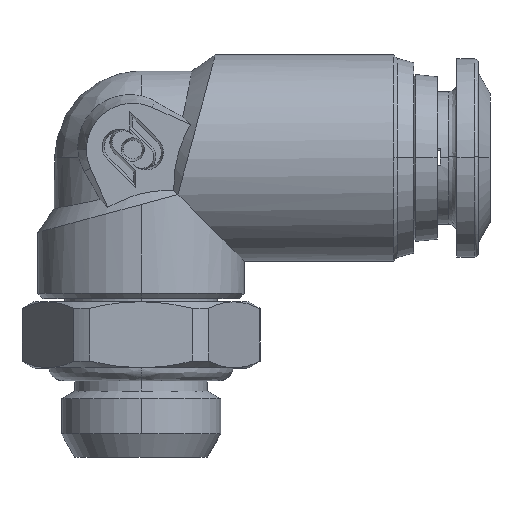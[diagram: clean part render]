
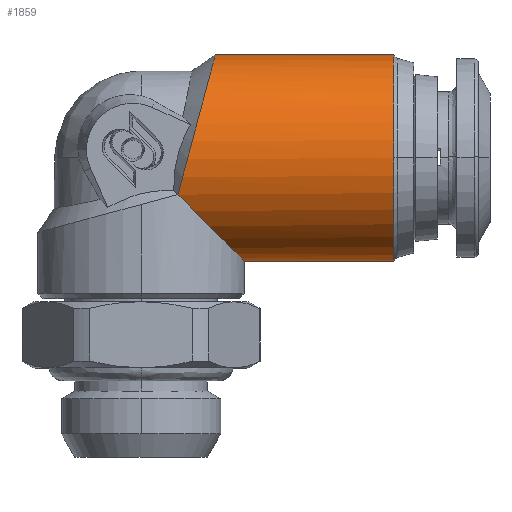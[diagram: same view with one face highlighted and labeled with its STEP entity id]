
A CAD part, top view. The second image highlights one B-rep face of the part: STEP entity #1859.
In plain terms, the highlighted cylindrical face has radius 6.25 mm (diameter 12.5 mm), a partial arc.
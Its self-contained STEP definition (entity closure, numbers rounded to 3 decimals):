
#90 = CARTESIAN_POINT ( 'NONE',  ( 6.25, -6.25, 0. ) ) ;
#238 = CARTESIAN_POINT ( 'NONE',  ( 4.365, 5.747, 2.51 ) ) ;
#446 = CARTESIAN_POINT ( 'NONE',  ( 15.268, 0., 0. ) ) ;
#465 = CARTESIAN_POINT ( 'NONE',  ( 15.268, -6.25, 0. ) ) ;
#657 = CARTESIAN_POINT ( 'NONE',  ( 2.483, -1.279, 6.138 ) ) ;
#684 = CARTESIAN_POINT ( 'NONE',  ( 4.483, 6.185, 1.035 ) ) ;
#874 = CARTESIAN_POINT ( 'NONE',  ( 2.228, -2.228, 5.839 ) ) ;
#908 = DIRECTION ( 'NONE',  ( 0., 0., 1. ) ) ;
#1027 = AXIS2_PLACEMENT_3D ( 'NONE', #2031, #5492, #2587 ) ;
#1153 = CARTESIAN_POINT ( 'NONE',  ( 2.88, 0.205, 6.266 ) ) ;
#1163 = B_SPLINE_CURVE_WITH_KNOTS ( 'NONE', 3,
 ( #6071, #2754, #657, #4328, #1153, #4780, #1684, #5219, #2234, #5645, #2780, #6091, #3312, #238, #3847, #684, #4342, #1176 ),
 .UNSPECIFIED., .F., .F.,
 ( 4, 2, 2, 2, 2, 2, 2, 2, 4 ),
 ( 0., 0.002, 0.003, 0.005, 0.006, 0.008, 0.009, 0.011, 0.012 ),
 .UNSPECIFIED. ) ;
#1176 = CARTESIAN_POINT ( 'NONE',  ( 4.5, 6.25, 0. ) ) ;
#1488 = CARTESIAN_POINT ( 'NONE',  ( 4.731, -4.731, 4.884 ) ) ;
#1506 = VERTEX_POINT ( 'NONE', #874 ) ;
#1663 = CARTESIAN_POINT ( 'NONE',  ( 15.268, 6.25, 0. ) ) ;
#1680 = AXIS2_PLACEMENT_3D ( 'NONE', #446, #4075, #908 ) ;
#1684 = CARTESIAN_POINT ( 'NONE',  ( 3.273, 1.669, 6.044 ) ) ;
#1859 = ADVANCED_FACE ( 'NONE', ( #6063 ), #5956, .T. ) ;
#2031 = CARTESIAN_POINT ( 'NONE',  ( 15.268, 0., 0. ) ) ;
#2127 = VECTOR ( 'NONE', #2728, 1000. ) ;
#2234 = CARTESIAN_POINT ( 'NONE',  ( 3.646, 3.061, 5.472 ) ) ;
#2587 = DIRECTION ( 'NONE',  ( 0., 0., 1. ) ) ;
#2639 = LINE ( 'NONE', #1663, #2127 ) ;
#2728 = DIRECTION ( 'NONE',  ( -1., 0., 0. ) ) ;
#2754 = CARTESIAN_POINT ( 'NONE',  ( 2.354, -1.759, 6.018 ) ) ;
#2774 = VERTEX_POINT ( 'NONE', #2904 ) ;
#2780 = CARTESIAN_POINT ( 'NONE',  ( 3.973, 4.284, 4.579 ) ) ;
#2790 = CARTESIAN_POINT ( 'NONE',  ( 15.268, 0., 6.25 ) ) ;
#2851 =( BOUNDED_CURVE ( )  B_SPLINE_CURVE ( 3, ( #4112, #1488, #3126, #90 ),
 .UNSPECIFIED., .F., .F. ) 
 B_SPLINE_CURVE_WITH_KNOTS ( ( 4, 4 ),
 ( 1.935, 3.142 ),
 .UNSPECIFIED. ) 
 CURVE ( )  GEOMETRIC_REPRESENTATION_ITEM ( )  RATIONAL_B_SPLINE_CURVE ( ( 1., 0.882, 0.882, 1. ) ) 
 REPRESENTATION_ITEM ( '' )  );
#2904 = CARTESIAN_POINT ( 'NONE',  ( 4.5, 6.25, 0. ) ) ;
#2912 = ORIENTED_EDGE ( 'NONE', *, *, #4338, .F. ) ;
#2998 = VECTOR ( 'NONE', #4285, 1000. ) ;
#3088 = ORIENTED_EDGE ( 'NONE', *, *, #3260, .F. ) ;
#3120 = VERTEX_POINT ( 'NONE', #4425 ) ;
#3126 = CARTESIAN_POINT ( 'NONE',  ( 6.25, -6.25, 2.678 ) ) ;
#3160 = ORIENTED_EDGE ( 'NONE', *, *, #3286, .T. ) ;
#3236 = EDGE_CURVE ( 'NONE', #3958, #3120, #3889, .T. ) ;
#3260 = EDGE_CURVE ( 'NONE', #3120, #3299, #3567, .T. ) ;
#3286 = EDGE_CURVE ( 'NONE', #6031, #2774, #2639, .T. ) ;
#3288 = EDGE_CURVE ( 'NONE', #1506, #2774, #1163, .T. ) ;
#3299 = VERTEX_POINT ( 'NONE', #3828 ) ;
#3312 = CARTESIAN_POINT ( 'NONE',  ( 4.235, 5.26, 3.415 ) ) ;
#3316 = ORIENTED_EDGE ( 'NONE', *, *, #3288, .F. ) ;
#3497 = ORIENTED_EDGE ( 'NONE', *, *, #4354, .T. ) ;
#3567 = LINE ( 'NONE', #465, #2998 ) ;
#3828 = CARTESIAN_POINT ( 'NONE',  ( 6.25, -6.25, 0. ) ) ;
#3847 = CARTESIAN_POINT ( 'NONE',  ( 4.416, 5.934, 2.026 ) ) ;
#3878 = CARTESIAN_POINT ( 'NONE',  ( 15.268, 6.25, 0. ) ) ;
#3889 = CIRCLE ( 'NONE', #1680, 6.25 ) ;
#3958 = VERTEX_POINT ( 'NONE', #2790 ) ;
#3990 = ORIENTED_EDGE ( 'NONE', *, *, #3236, .F. ) ;
#4019 = DIRECTION ( 'NONE',  ( 0., -1., 0. ) ) ;
#4028 = EDGE_LOOP ( 'NONE', ( #2912, #3160, #3316, #3497, #3088, #3990 ) ) ;
#4061 = CARTESIAN_POINT ( 'NONE',  ( 15.268, 0., 0. ) ) ;
#4075 = DIRECTION ( 'NONE',  ( 1., 0., 0. ) ) ;
#4112 = CARTESIAN_POINT ( 'NONE',  ( 2.228, -2.228, 5.839 ) ) ;
#4248 = DIRECTION ( 'NONE',  ( -1., 0., 0. ) ) ;
#4285 = DIRECTION ( 'NONE',  ( -1., 0., 0. ) ) ;
#4328 = CARTESIAN_POINT ( 'NONE',  ( 2.745, -0.3, 6.262 ) ) ;
#4337 = AXIS2_PLACEMENT_3D ( 'NONE', #4061, #4248, #4019 ) ;
#4338 = EDGE_CURVE ( 'NONE', #6031, #3958, #4517, .T. ) ;
#4342 = CARTESIAN_POINT ( 'NONE',  ( 4.5, 6.25, 0.518 ) ) ;
#4354 = EDGE_CURVE ( 'NONE', #1506, #3299, #2851, .T. ) ;
#4425 = CARTESIAN_POINT ( 'NONE',  ( 15.268, -6.25, 0. ) ) ;
#4517 = CIRCLE ( 'NONE', #1027, 6.25 ) ;
#4780 = CARTESIAN_POINT ( 'NONE',  ( 3.144, 1.187, 6.156 ) ) ;
#5219 = CARTESIAN_POINT ( 'NONE',  ( 3.525, 2.613, 5.7 ) ) ;
#5492 = DIRECTION ( 'NONE',  ( 1., 0., 0. ) ) ;
#5645 = CARTESIAN_POINT ( 'NONE',  ( 3.869, 3.894, 4.914 ) ) ;
#5956 = CYLINDRICAL_SURFACE ( 'NONE', #4337, 6.25 ) ;
#6031 = VERTEX_POINT ( 'NONE', #3878 ) ;
#6063 = FACE_OUTER_BOUND ( 'NONE', #4028, .T. ) ;
#6071 = CARTESIAN_POINT ( 'NONE',  ( 2.228, -2.228, 5.839 ) ) ;
#6091 = CARTESIAN_POINT ( 'NONE',  ( 4.156, 4.966, 3.828 ) ) ;
